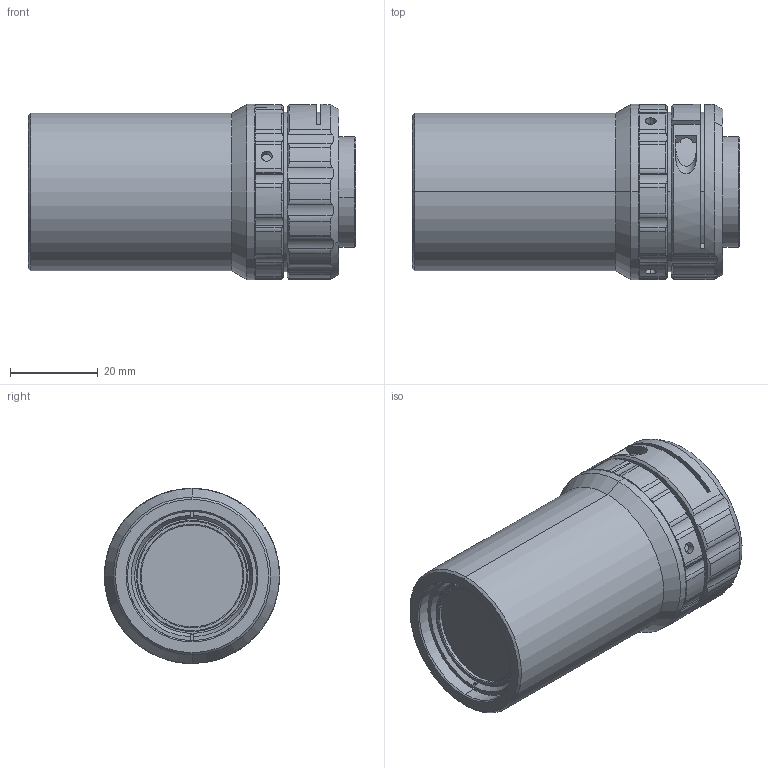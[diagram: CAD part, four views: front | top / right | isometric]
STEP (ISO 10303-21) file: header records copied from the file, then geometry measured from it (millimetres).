
FILE_DESCRIPTION (( 'STEP AP203' ), '1' );
FILE_NAME ('WWT121-045-143.STEP', '2022-10-12T03:18:04', ( '' ), ( '' ), 'SwSTEP 2.0', 'SolidWorks 2017', '' );
FILE_SCHEMA (( 'CONFIG_CONTROL_DESIGN' ));
Length unit declared in the file: millimetre
Products named in the file (1): WWT121-045-143
Bounding box: 74.7 x 40 x 40 mm (x, y, z)
Volume: 75326.5 mm3; surface area: 12078.8 mm2
Topology: 1 solids, 1 shells, 207 faces, 533 edges, 334 vertices
Faces by surface type: cylinder 113, plane 51, cone 43
Entity records: 7070 total; most frequent: CARTESIAN_POINT 2026, ORIENTED_EDGE 1062, DIRECTION 1049, EDGE_CURVE 531, AXIS2_PLACEMENT_3D 441, VERTEX_POINT 334, CIRCLE 233, EDGE_LOOP 217
